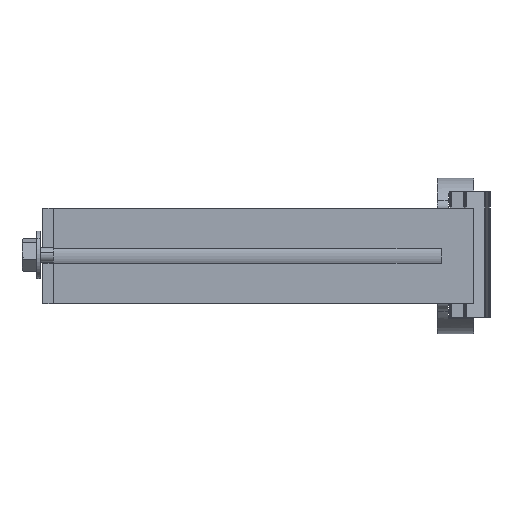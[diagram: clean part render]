
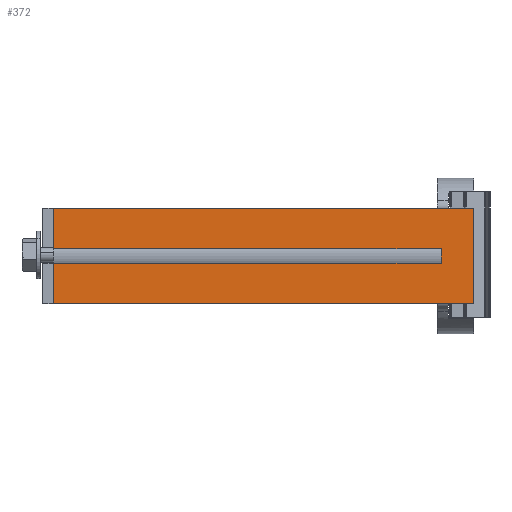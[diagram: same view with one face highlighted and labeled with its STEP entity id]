
A CAD part, left-side view. The second image highlights one B-rep face of the part: STEP entity #372.
In plain terms, the highlighted planar face has unit normal (-1, 0, 0).
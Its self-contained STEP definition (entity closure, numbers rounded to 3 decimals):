
#372=ADVANCED_FACE('',(#1020),#1021,.F.);
#1020=FACE_OUTER_BOUND('',#1985,.T.);
#1021=PLANE('',#1986);
#1985=EDGE_LOOP('',(#4228,#4229,#4230,#4231,#4232,#4233,#4234,#4235));
#1986=AXIS2_PLACEMENT_3D('',#4236,#4237,#4238);
#4228=ORIENTED_EDGE('',*,*,#6993,.F.);
#4229=ORIENTED_EDGE('',*,*,#6958,.F.);
#4230=ORIENTED_EDGE('',*,*,#6721,.T.);
#4231=ORIENTED_EDGE('',*,*,#6992,.F.);
#4232=ORIENTED_EDGE('',*,*,#6735,.T.);
#4233=ORIENTED_EDGE('',*,*,#6962,.F.);
#4234=ORIENTED_EDGE('',*,*,#6994,.F.);
#4235=ORIENTED_EDGE('',*,*,#6995,.F.);
#4236=CARTESIAN_POINT('',(-77.691,-46.988,-6.265));
#4237=DIRECTION('',(1.0,0.0,0.0));
#4238=DIRECTION('',(0.0,1.0,0.0));
#6721=EDGE_CURVE('',#8199,#8197,#8200,.T.);
#6735=EDGE_CURVE('',#8222,#8220,#8223,.T.);
#6958=EDGE_CURVE('',#8199,#8587,#8588,.T.);
#6962=EDGE_CURVE('',#8593,#8220,#8595,.T.);
#6992=EDGE_CURVE('',#8222,#8197,#8631,.T.);
#6993=EDGE_CURVE('',#8587,#8632,#8633,.T.);
#6994=EDGE_CURVE('',#8634,#8593,#8635,.T.);
#6995=EDGE_CURVE('',#8632,#8634,#8636,.T.);
#8197=VERTEX_POINT('',#10431);
#8199=VERTEX_POINT('',#10434);
#8200=LINE('',#10435,#10436);
#8220=VERTEX_POINT('',#10468);
#8222=VERTEX_POINT('',#10471);
#8223=LINE('',#10472,#10473);
#8587=VERTEX_POINT('',#11030);
#8588=LINE('',#11031,#11032);
#8593=VERTEX_POINT('',#11038);
#8595=LINE('',#11041,#11042);
#8631=LINE('',#11106,#11107);
#8632=VERTEX_POINT('',#11108);
#8633=LINE('',#11109,#11110);
#8634=VERTEX_POINT('',#11111);
#8635=LINE('',#11112,#11113);
#8636=LINE('',#11114,#11115);
#10431=CARTESIAN_POINT('',(-77.691,-56.988,-6.265));
#10434=CARTESIAN_POINT('',(-77.691,58.012,-6.265));
#10435=CARTESIAN_POINT('',(-77.691,-46.988,-6.265));
#10436=VECTOR('',#13021,1000.0);
#10468=CARTESIAN_POINT('',(-77.691,58.012,19.865));
#10471=CARTESIAN_POINT('',(-77.691,-56.988,19.865));
#10472=CARTESIAN_POINT('',(-77.691,-46.988,19.865));
#10473=VECTOR('',#13035,1000.0);
#11030=CARTESIAN_POINT('',(-77.691,58.012,4.8));
#11031=CARTESIAN_POINT('',(-77.691,58.012,6.8));
#11032=VECTOR('',#13316,1000.0);
#11038=CARTESIAN_POINT('',(-77.691,58.012,8.8));
#11041=CARTESIAN_POINT('',(-77.691,58.012,6.8));
#11042=VECTOR('',#13322,1000.0);
#11106=CARTESIAN_POINT('',(-77.691,-56.988,-6.265));
#11107=VECTOR('',#13354,1000.0);
#11108=CARTESIAN_POINT('',(-77.691,-47.988,4.8));
#11109=CARTESIAN_POINT('',(-77.691,-46.988,4.8));
#11110=VECTOR('',#13355,1000.0);
#11111=CARTESIAN_POINT('',(-77.691,-47.988,8.8));
#11112=CARTESIAN_POINT('',(-77.691,-46.988,8.8));
#11113=VECTOR('',#13356,1000.0);
#11114=CARTESIAN_POINT('',(-77.691,-47.988,-6.265));
#11115=VECTOR('',#13357,1000.0);
#13021=DIRECTION('',(0.0,-1.0,0.0));
#13035=DIRECTION('',(0.0,1.0,0.0));
#13316=DIRECTION('',(0.0,0.0,1.0));
#13322=DIRECTION('',(0.0,0.0,1.0));
#13354=DIRECTION('',(0.0,0.0,-1.0));
#13355=DIRECTION('',(0.0,-1.0,0.0));
#13356=DIRECTION('',(0.0,1.0,0.0));
#13357=DIRECTION('',(0.0,0.0,1.0));
